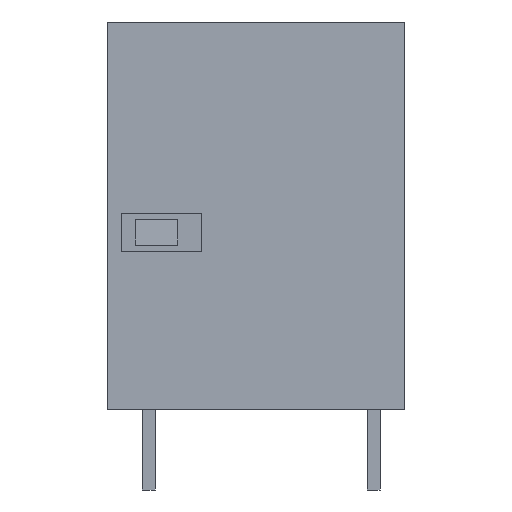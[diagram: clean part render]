
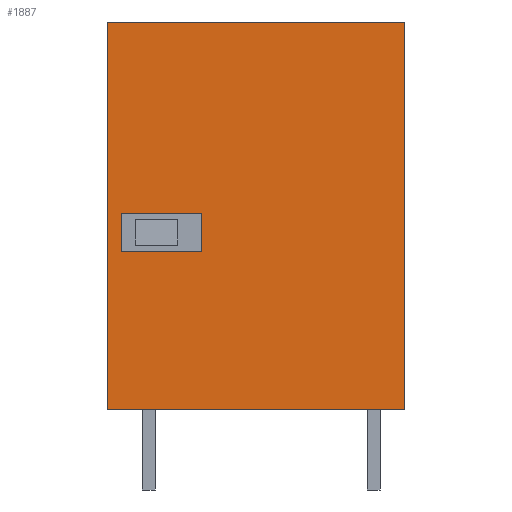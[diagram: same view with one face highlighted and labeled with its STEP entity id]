
A CAD part, left-side view. The second image highlights one B-rep face of the part: STEP entity #1887.
In plain terms, the highlighted planar face has unit normal (-1, 0, 0).
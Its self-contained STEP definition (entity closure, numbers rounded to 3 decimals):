
#1845=AXIS2_PLACEMENT_3D('Plane Axis2P3D',#1842,#1843,#1844) ;
#783=CARTESIAN_POINT('Vertex',(0.,0.,5.)) ;
#895=CARTESIAN_POINT('Vertex',(0.,0.,29.15)) ;
#898=CARTESIAN_POINT('Line Origine',(0.,0.,17.075)) ;
#1016=CARTESIAN_POINT('Line Origine',(0.,18.5,17.075)) ;
#1020=CARTESIAN_POINT('Vertex',(0.,18.5,29.15)) ;
#1022=CARTESIAN_POINT('Vertex',(0.,18.5,5.)) ;
#1302=CARTESIAN_POINT('Line Origine',(0.,9.25,5.)) ;
#1611=CARTESIAN_POINT('Line Origine',(0.,9.25,29.15)) ;
#1842=CARTESIAN_POINT('Axis2P3D Location',(0.,18.5,0.)) ;
#1853=CARTESIAN_POINT('Line Origine',(0.,15.151,17.25)) ;
#1857=CARTESIAN_POINT('Vertex',(0.,12.651,17.25)) ;
#1859=CARTESIAN_POINT('Vertex',(0.,17.65,17.25)) ;
#1862=CARTESIAN_POINT('Line Origine',(0.,12.651,16.05)) ;
#1866=CARTESIAN_POINT('Vertex',(0.,12.651,14.85)) ;
#1869=CARTESIAN_POINT('Line Origine',(0.,15.151,14.85)) ;
#1873=CARTESIAN_POINT('Vertex',(0.,17.65,14.85)) ;
#1876=CARTESIAN_POINT('Line Origine',(0.,17.65,16.05)) ;
#899=DIRECTION('Vector Direction',(0.,0.,-1.)) ;
#1017=DIRECTION('Vector Direction',(0.,0.,-1.)) ;
#1303=DIRECTION('Vector Direction',(0.,-1.,0.)) ;
#1612=DIRECTION('Vector Direction',(0.,1.,0.)) ;
#1843=DIRECTION('Axis2P3D Direction',(1.,0.,-0.)) ;
#1844=DIRECTION('Axis2P3D XDirection',(0.,0.,1.)) ;
#1854=DIRECTION('Vector Direction',(0.,1.,0.)) ;
#1863=DIRECTION('Vector Direction',(0.,0.,1.)) ;
#1870=DIRECTION('Vector Direction',(0.,-1.,0.)) ;
#1877=DIRECTION('Vector Direction',(0.,0.,-1.)) ;
#900=VECTOR('Line Direction',#899,1.) ;
#1018=VECTOR('Line Direction',#1017,1.) ;
#1304=VECTOR('Line Direction',#1303,1.) ;
#1613=VECTOR('Line Direction',#1612,1.) ;
#1855=VECTOR('Line Direction',#1854,1.) ;
#1864=VECTOR('Line Direction',#1863,1.) ;
#1871=VECTOR('Line Direction',#1870,1.) ;
#1878=VECTOR('Line Direction',#1877,1.) ;
#1848=ORIENTED_EDGE('',*,*,#902,.F.) ;
#1849=ORIENTED_EDGE('',*,*,#1615,.T.) ;
#1850=ORIENTED_EDGE('',*,*,#1024,.T.) ;
#1851=ORIENTED_EDGE('',*,*,#1306,.T.) ;
#1882=ORIENTED_EDGE('',*,*,#1861,.F.) ;
#1883=ORIENTED_EDGE('',*,*,#1868,.F.) ;
#1884=ORIENTED_EDGE('',*,*,#1875,.F.) ;
#1885=ORIENTED_EDGE('',*,*,#1880,.F.) ;
#1886=FACE_BOUND('',#1881,.T.) ;
#1887=ADVANCED_FACE('HOUSING',(#1852,#1886),#1846,.F.) ;
#902=EDGE_CURVE('',#896,#784,#901,.T.) ;
#1024=EDGE_CURVE('',#1021,#1023,#1019,.T.) ;
#1306=EDGE_CURVE('',#1023,#784,#1305,.T.) ;
#1615=EDGE_CURVE('',#896,#1021,#1614,.T.) ;
#1861=EDGE_CURVE('',#1858,#1860,#1856,.T.) ;
#1868=EDGE_CURVE('',#1867,#1858,#1865,.T.) ;
#1875=EDGE_CURVE('',#1874,#1867,#1872,.T.) ;
#1880=EDGE_CURVE('',#1860,#1874,#1879,.T.) ;
#1847=EDGE_LOOP('',(#1848,#1849,#1850,#1851)) ;
#1881=EDGE_LOOP('',(#1882,#1883,#1884,#1885)) ;
#1852=FACE_OUTER_BOUND('',#1847,.T.) ;
#901=LINE('Line',#898,#900) ;
#1019=LINE('Line',#1016,#1018) ;
#1305=LINE('Line',#1302,#1304) ;
#1614=LINE('Line',#1611,#1613) ;
#1856=LINE('Line',#1853,#1855) ;
#1865=LINE('Line',#1862,#1864) ;
#1872=LINE('Line',#1869,#1871) ;
#1879=LINE('Line',#1876,#1878) ;
#1846=PLANE('',#1845) ;
#784=VERTEX_POINT('',#783) ;
#896=VERTEX_POINT('',#895) ;
#1021=VERTEX_POINT('',#1020) ;
#1023=VERTEX_POINT('',#1022) ;
#1858=VERTEX_POINT('',#1857) ;
#1860=VERTEX_POINT('',#1859) ;
#1867=VERTEX_POINT('',#1866) ;
#1874=VERTEX_POINT('',#1873) ;
